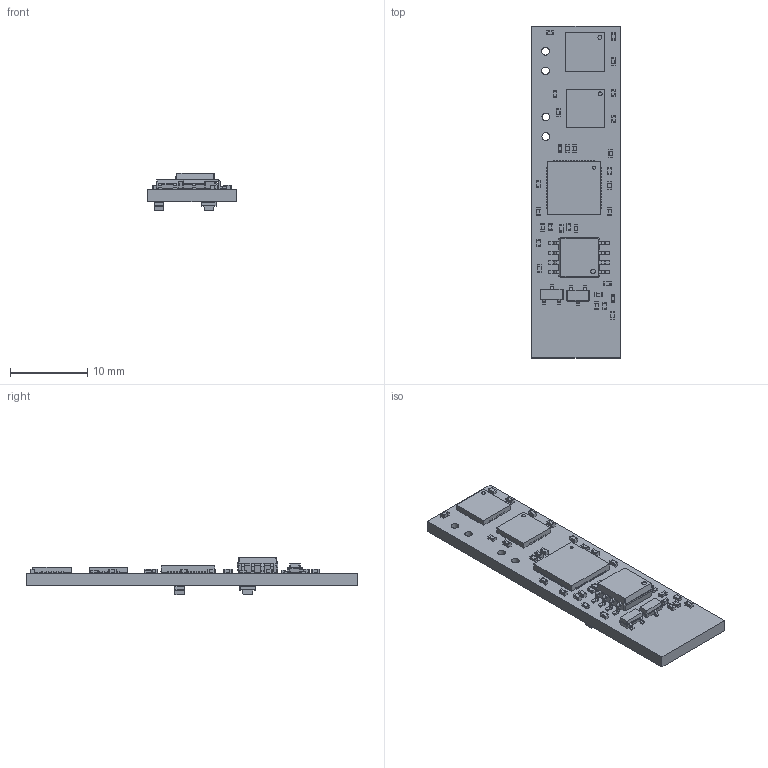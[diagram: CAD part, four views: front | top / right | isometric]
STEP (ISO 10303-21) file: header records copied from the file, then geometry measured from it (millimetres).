
FILE_DESCRIPTION(('KiCad electronic assembly'),'2;1');
FILE_NAME('it sure is getting hot in here.step','2025-08-09T18:18:58',( 'Pcbnew'),('Kicad'),'Open CASCADE STEP processor 7.7', 'KiCad to STEP converter','Unknown');
FILE_SCHEMA(('AUTOMOTIVE_DESIGN { 1 0 10303 214 1 1 1 1 }'));
Length unit declared in the file: millimetre
Products named in the file (16): it sure is getting hot in here 1; C_0402_1005Metric; R_0402_1005Metric; QFN-20-1EP_5x5mm_P0.65mm_EP3.35x3.35mm; QFN-20-1EP_5x5mm_Pitch0.65mm; SOT-23; SOT_23; QFN-56-1EP_7x7mm_P0.4mm_EP3.2x3.2mm; QFN_56_1EP_7x7mm_P04mm_EP32x32mm; SOIC-8_5.275x5.275mm_P1.27mm; SOIC_8_5275x5275mm_P127mm; LED_0805_2012Metric; it sure is getting hot in here_PCB
Assembly tree (45 placements, depth 3):
  it sure is getting hot in here 1
    C_0402_1005Metric  x19
      C_0402_1005Metric
    R_0402_1005Metric  x10
      R_0402_1005Metric
    QFN-20-1EP_5x5mm_P0.65mm_EP3.35x3.35mm  x2
      QFN-20-1EP_5x5mm_Pitch0.65mm
    SOT-23  x2
      SOT_23
    QFN-56-1EP_7x7mm_P0.4mm_EP3.2x3.2mm
      QFN_56_1EP_7x7mm_P04mm_EP32x32mm
    SOIC-8_5.275x5.275mm_P1.27mm
      SOIC_8_5275x5275mm_P127mm
    LED_0805_2012Metric  x2
      LED_0805_2012Metric
    it sure is getting hot in here_PCB
Bounding box: 11.5 x 43 x 4.86 mm (x, y, z)
Volume: 939.3 mm3; surface area: 1675.3 mm2
Topology: 38 solids, 38 shells, 1828 faces, 4919 edges, 3214 vertices
Faces by surface type: plane 1314, cylinder 428, bspline 86
Full cylindrical faces by diameter (mm): 0.4 x1, 0.5 x2, 0.6 x1, 1 x4
Entity records: 29893 total; most frequent: CARTESIAN_POINT 4927, ORIENTED_EDGE 4616, DIRECTION 4076, EDGE_CURVE 2308, LINE 2046, VECTOR 2046, VERTEX_POINT 1502, AXIS2_PLACEMENT_3D 1015
